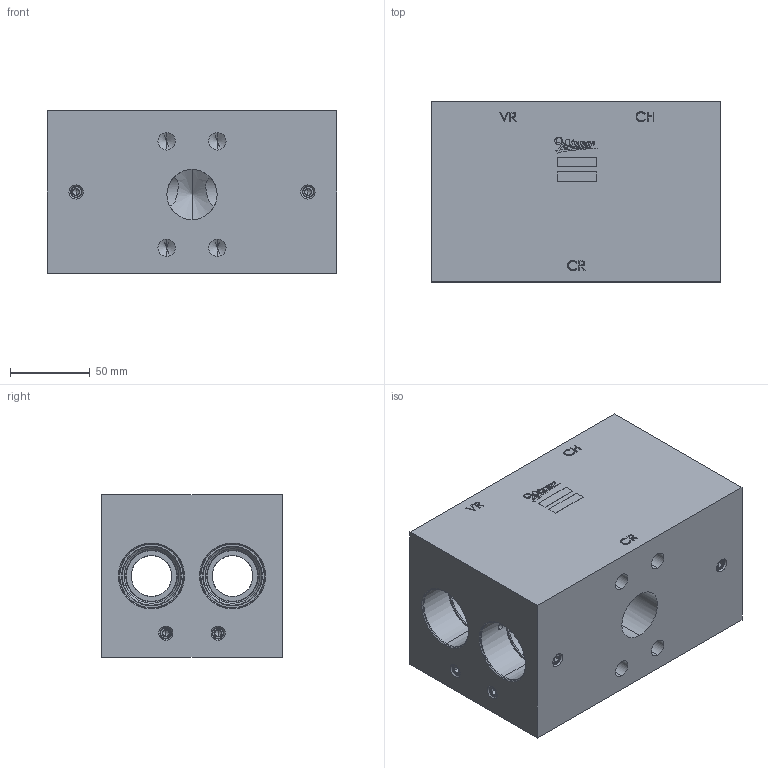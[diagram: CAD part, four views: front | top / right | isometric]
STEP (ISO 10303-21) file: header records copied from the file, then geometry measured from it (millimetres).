
FILE_DESCRIPTION (( 'STEP AP203' ), '1' );
FILE_NAME ('ML-400-GCW-17A3-17A3-F62E10-Z01.STEP', '2026-02-26T03:39:15', ( '' ), ( '' ), 'SwSTEP 2.0', 'SolidWorks 2018', '' );
FILE_SCHEMA (( 'CONFIG_CONTROL_DESIGN' ));
Length unit declared in the file: millimetre
Products named in the file (3): 6EF400GCWF60T001; ML-400-GCW-17A3-17A3-F62E10-Z01; 5DBP00A002
Assembly tree (11 placements, depth 2):
  ML-400-GCW-17A3-17A3-F62E10-Z01
    5DBP00A002  x10
    6EF400GCWF60T001
Bounding box: 181 x 112.7 x 101.6 mm (x, y, z)
Volume: 1622130.6 mm3; surface area: 165926.4 mm2
Topology: 11 solids, 11 shells, 963 faces, 2421 edges, 1469 vertices
Faces by surface type: cylinder 397, plane 270, cone 242, bspline 38, torus 16
Entity records: 24603 total; most frequent: CARTESIAN_POINT 9442, DIRECTION 3119, ORIENTED_EDGE 3050, EDGE_CURVE 1525, AXIS2_PLACEMENT_3D 1183, VERTEX_POINT 956, VECTOR 753, LINE 753
